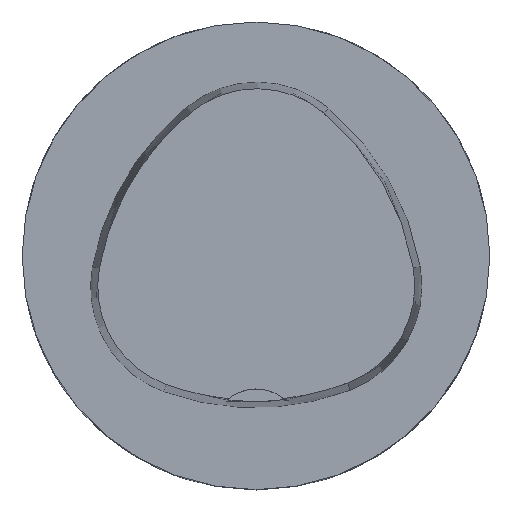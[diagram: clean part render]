
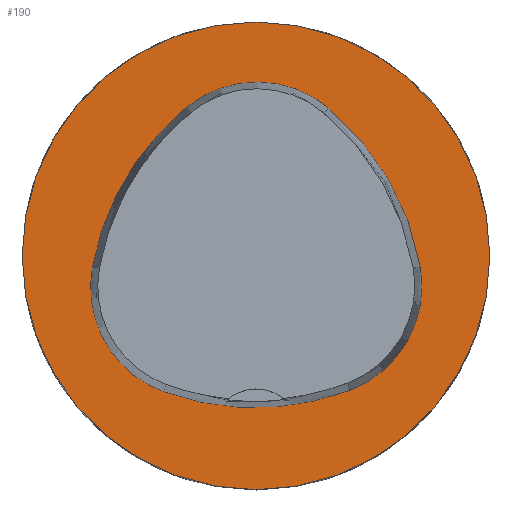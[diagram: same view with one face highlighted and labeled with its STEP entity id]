
A CAD part, top view. The second image highlights one B-rep face of the part: STEP entity #190.
In plain terms, the highlighted planar face has unit normal (0, 0, 1).
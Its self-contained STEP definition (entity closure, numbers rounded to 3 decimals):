
#49=PLANE('',#1221);
#190=ADVANCED_FACE('',(#278,#279),#49,.T.);
#215=CIRCLE('',#1113,31.5);
#250=CIRCLE('',#1199,36.);
#252=CIRCLE('',#1202,15.);
#254=CIRCLE('',#1205,36.);
#256=CIRCLE('',#1208,15.);
#260=CIRCLE('',#1213,36.);
#262=CIRCLE('',#1216,15.);
#278=FACE_BOUND('',#346,.T.);
#279=FACE_BOUND('',#347,.T.);
#346=EDGE_LOOP('',(#775,#776,#777,#778,#779,#780));
#347=EDGE_LOOP('',(#781));
#775=ORIENTED_EDGE('',*,*,#1042,.T.);
#776=ORIENTED_EDGE('',*,*,#1022,.T.);
#777=ORIENTED_EDGE('',*,*,#1026,.T.);
#778=ORIENTED_EDGE('',*,*,#1029,.T.);
#779=ORIENTED_EDGE('',*,*,#1032,.T.);
#780=ORIENTED_EDGE('',*,*,#1040,.T.);
#781=ORIENTED_EDGE('',*,*,#928,.F.);
#824=VERTEX_POINT('',#1866);
#876=VERTEX_POINT('',#2149);
#877=VERTEX_POINT('',#2150);
#880=VERTEX_POINT('',#2158);
#882=VERTEX_POINT('',#2164);
#884=VERTEX_POINT('',#2170);
#891=VERTEX_POINT('',#2191);
#928=EDGE_CURVE('',#824,#824,#215,.T.);
#1022=EDGE_CURVE('',#876,#877,#250,.T.);
#1026=EDGE_CURVE('',#877,#880,#252,.T.);
#1029=EDGE_CURVE('',#880,#882,#254,.T.);
#1032=EDGE_CURVE('',#882,#884,#256,.T.);
#1040=EDGE_CURVE('',#884,#891,#260,.T.);
#1042=EDGE_CURVE('',#891,#876,#262,.T.);
#1113=AXIS2_PLACEMENT_3D('',#1865,#1247,#1248);
#1199=AXIS2_PLACEMENT_3D('',#2148,#1464,#1465);
#1202=AXIS2_PLACEMENT_3D('',#2157,#1472,#1473);
#1205=AXIS2_PLACEMENT_3D('',#2163,#1479,#1480);
#1208=AXIS2_PLACEMENT_3D('',#2169,#1486,#1487);
#1213=AXIS2_PLACEMENT_3D('',#2192,#1498,#1499);
#1216=AXIS2_PLACEMENT_3D('',#2195,#1504,#1505);
#1221=AXIS2_PLACEMENT_3D('',#2200,#1514,#1515);
#1247=DIRECTION('',(0.,0.,-1.));
#1248=DIRECTION('',(-1.,0.,0.));
#1464=DIRECTION('',(0.,0.,-1.));
#1465=DIRECTION('',(-1.,0.,0.));
#1472=DIRECTION('',(0.,0.,-1.));
#1473=DIRECTION('',(-1.,0.,0.));
#1479=DIRECTION('',(0.,0.,-1.));
#1480=DIRECTION('',(-1.,0.,0.));
#1486=DIRECTION('',(0.,0.,-1.));
#1487=DIRECTION('',(-1.,0.,0.));
#1498=DIRECTION('',(0.,0.,-1.));
#1499=DIRECTION('',(-1.,0.,0.));
#1504=DIRECTION('',(0.,0.,-1.));
#1505=DIRECTION('',(-1.,0.,0.));
#1514=DIRECTION('',(0.,0.,1.));
#1515=DIRECTION('',(1.,0.,0.));
#1865=CARTESIAN_POINT('',(0.,0.,0.));
#1866=CARTESIAN_POINT('',(-31.5,0.,0.));
#2148=CARTESIAN_POINT('',(13.398,-7.893,0.));
#2149=CARTESIAN_POINT('',(-22.041,-1.562,0.));
#2150=CARTESIAN_POINT('',(-9.317,20.036,0.));
#2157=CARTESIAN_POINT('',(0.148,8.399,0.));
#2158=CARTESIAN_POINT('',(9.779,19.898,0.));
#2163=CARTESIAN_POINT('',(-13.337,-7.7,0.));
#2164=CARTESIAN_POINT('',(22.122,-1.48,0.));
#2169=CARTESIAN_POINT('',(7.347,-4.071,0.));
#2170=CARTESIAN_POINT('',(12.693,-18.087,0.));
#2191=CARTESIAN_POINT('',(-12.373,-18.307,0.));
#2192=CARTESIAN_POINT('',(-0.137,15.55,0.));
#2195=CARTESIAN_POINT('',(-7.275,-4.2,0.));
#2200=CARTESIAN_POINT('',(0.,0.,0.));
